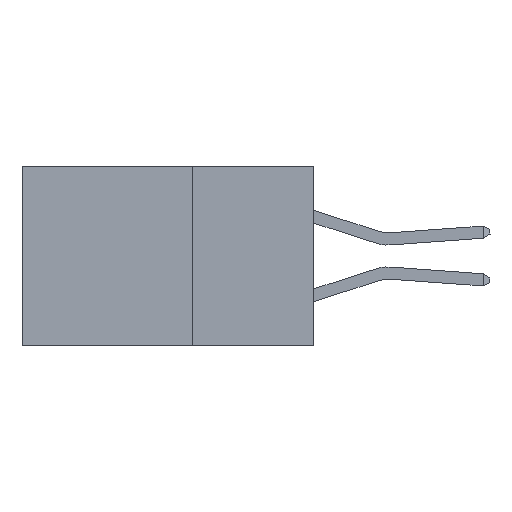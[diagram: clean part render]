
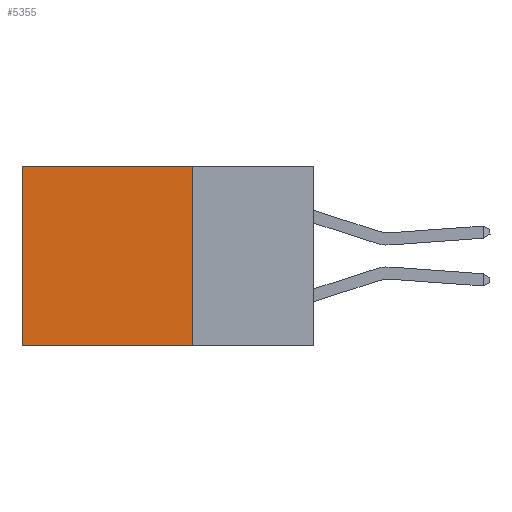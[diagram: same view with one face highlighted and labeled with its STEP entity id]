
A CAD part, left-side view. The second image highlights one B-rep face of the part: STEP entity #5355.
In plain terms, the highlighted planar face has unit normal (-1, 0, 0).
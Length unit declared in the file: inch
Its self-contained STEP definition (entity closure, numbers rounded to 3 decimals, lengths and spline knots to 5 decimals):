
#54 = LINE ( 'NONE', #9157, #10053 ) ;
#344 = LINE ( 'NONE', #7870, #982 ) ;
#530 = ORIENTED_EDGE ( 'NONE', *, *, #9494, .T. ) ;
#575 = ORIENTED_EDGE ( 'NONE', *, *, #6437, .F. ) ;
#677 = DIRECTION ( 'NONE',  ( 0., 0., -1. ) ) ;
#761 = CARTESIAN_POINT ( 'NONE',  ( 0.2875, 0.25, 0. ) ) ;
#982 = VECTOR ( 'NONE', #10382, 39.37008 ) ;
#1251 = EDGE_CURVE ( 'NONE', #8417, #9642, #344, .T. ) ;
#1253 = VECTOR ( 'NONE', #4066, 39.37008 ) ;
#2275 = PLANE ( 'NONE',  #3629 ) ;
#2607 = ORIENTED_EDGE ( 'NONE', *, *, #1251, .F. ) ;
#2724 = CARTESIAN_POINT ( 'NONE',  ( 0.2875, 0.25, 0. ) ) ;
#3236 = VERTEX_POINT ( 'NONE', #5916 ) ;
#3366 = DIRECTION ( 'NONE',  ( 0., 0., -1. ) ) ;
#3629 = AXIS2_PLACEMENT_3D ( 'NONE', #8736, #9543, #7862 ) ;
#4066 = DIRECTION ( 'NONE',  ( 0., 1., 0. ) ) ;
#4388 = VECTOR ( 'NONE', #677, 39.37008 ) ;
#5355 = ADVANCED_FACE ( 'NONE', ( #9698 ), #2275, .F. ) ;
#5793 = EDGE_LOOP ( 'NONE', ( #8059, #2607, #575, #530 ) ) ;
#5916 = CARTESIAN_POINT ( 'NONE',  ( 0.2875, 0.6, 0. ) ) ;
#6345 = CARTESIAN_POINT ( 'NONE',  ( 0.2875, 0.25, -0.37 ) ) ;
#6437 = EDGE_CURVE ( 'NONE', #10500, #8417, #54, .T. ) ;
#7288 = CARTESIAN_POINT ( 'NONE',  ( 0.2875, 0.6, -0.37 ) ) ;
#7862 = DIRECTION ( 'NONE',  ( 0., 0., -1. ) ) ;
#7870 = CARTESIAN_POINT ( 'NONE',  ( 0.2875, 0.25, -0.37 ) ) ;
#8059 = ORIENTED_EDGE ( 'NONE', *, *, #9797, .T. ) ;
#8184 = LINE ( 'NONE', #761, #1253 ) ;
#8417 = VERTEX_POINT ( 'NONE', #6345 ) ;
#8736 = CARTESIAN_POINT ( 'NONE',  ( 0.2875, 0.25, 0. ) ) ;
#9157 = CARTESIAN_POINT ( 'NONE',  ( 0.2875, 0.25, 0. ) ) ;
#9494 = EDGE_CURVE ( 'NONE', #10500, #3236, #8184, .T. ) ;
#9543 = DIRECTION ( 'NONE',  ( 1., 0., 0. ) ) ;
#9642 = VERTEX_POINT ( 'NONE', #7288 ) ;
#9698 = FACE_OUTER_BOUND ( 'NONE', #5793, .T. ) ;
#9797 = EDGE_CURVE ( 'NONE', #3236, #9642, #10614, .T. ) ;
#10053 = VECTOR ( 'NONE', #3366, 39.37008 ) ;
#10382 = DIRECTION ( 'NONE',  ( 0., 1., 0. ) ) ;
#10500 = VERTEX_POINT ( 'NONE', #2724 ) ;
#10614 = LINE ( 'NONE', #10719, #4388 ) ;
#10719 = CARTESIAN_POINT ( 'NONE',  ( 0.2875, 0.6, 0. ) ) ;
